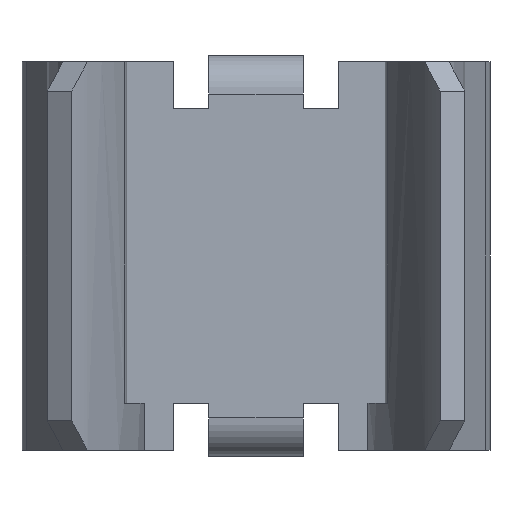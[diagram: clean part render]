
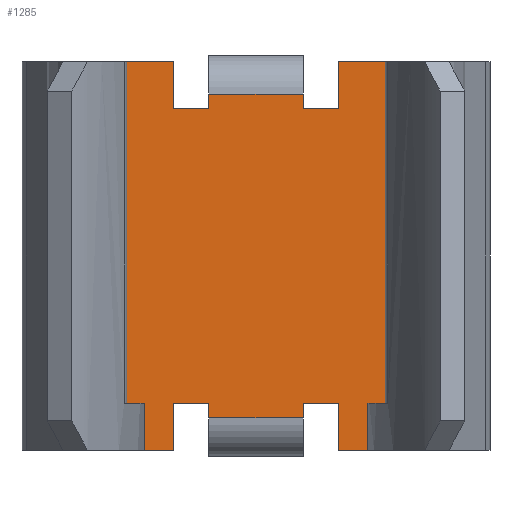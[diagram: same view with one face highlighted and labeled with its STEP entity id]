
A CAD part, front view. The second image highlights one B-rep face of the part: STEP entity #1285.
In plain terms, the highlighted planar face has unit normal (0, -1, 0).
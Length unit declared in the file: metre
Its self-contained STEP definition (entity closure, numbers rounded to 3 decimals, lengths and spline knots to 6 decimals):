
#258=ORIENTED_EDGE('',*,*,#625,.T.);
#259=ORIENTED_EDGE('',*,*,#524,.T.);
#260=ORIENTED_EDGE('',*,*,#624,.T.);
#261=ORIENTED_EDGE('',*,*,#535,.F.);
#262=ORIENTED_EDGE('',*,*,#626,.F.);
#263=ORIENTED_EDGE('',*,*,#522,.F.);
#264=ORIENTED_EDGE('',*,*,#627,.T.);
#265=ORIENTED_EDGE('',*,*,#628,.T.);
#266=ORIENTED_EDGE('',*,*,#629,.F.);
#267=ORIENTED_EDGE('',*,*,#630,.F.);
#268=ORIENTED_EDGE('',*,*,#631,.T.);
#269=ORIENTED_EDGE('',*,*,#632,.F.);
#270=ORIENTED_EDGE('',*,*,#633,.F.);
#271=ORIENTED_EDGE('',*,*,#634,.T.);
#272=ORIENTED_EDGE('',*,*,#635,.F.);
#273=ORIENTED_EDGE('',*,*,#518,.F.);
#274=ORIENTED_EDGE('',*,*,#636,.F.);
#275=ORIENTED_EDGE('',*,*,#637,.F.);
#276=ORIENTED_EDGE('',*,*,#638,.T.);
#277=ORIENTED_EDGE('',*,*,#639,.F.);
#518=EDGE_CURVE('',#718,#719,#850,.T.);
#522=EDGE_CURVE('',#722,#723,#854,.T.);
#524=EDGE_CURVE('',#724,#725,#856,.T.);
#535=EDGE_CURVE('',#734,#736,#863,.T.);
#624=EDGE_CURVE('',#725,#736,#912,.T.);
#625=EDGE_CURVE('',#801,#724,#913,.T.);
#626=EDGE_CURVE('',#723,#734,#914,.T.);
#627=EDGE_CURVE('',#722,#802,#915,.T.);
#628=EDGE_CURVE('',#802,#803,#916,.T.);
#629=EDGE_CURVE('',#804,#803,#917,.T.);
#630=EDGE_CURVE('',#805,#804,#918,.T.);
#631=EDGE_CURVE('',#805,#806,#919,.T.);
#632=EDGE_CURVE('',#807,#806,#920,.T.);
#633=EDGE_CURVE('',#808,#807,#921,.T.);
#634=EDGE_CURVE('',#808,#809,#922,.T.);
#635=EDGE_CURVE('',#719,#809,#923,.T.);
#636=EDGE_CURVE('',#810,#718,#924,.T.);
#637=EDGE_CURVE('',#811,#810,#925,.T.);
#638=EDGE_CURVE('',#811,#812,#926,.T.);
#639=EDGE_CURVE('',#801,#812,#927,.T.);
#718=VERTEX_POINT('',#1903);
#719=VERTEX_POINT('',#1905);
#722=VERTEX_POINT('',#1912);
#723=VERTEX_POINT('',#1914);
#724=VERTEX_POINT('',#1918);
#725=VERTEX_POINT('',#1919);
#734=VERTEX_POINT('',#1939);
#736=VERTEX_POINT('',#1942);
#801=VERTEX_POINT('',#2113);
#802=VERTEX_POINT('',#2116);
#803=VERTEX_POINT('',#2118);
#804=VERTEX_POINT('',#2120);
#805=VERTEX_POINT('',#2122);
#806=VERTEX_POINT('',#2124);
#807=VERTEX_POINT('',#2126);
#808=VERTEX_POINT('',#2128);
#809=VERTEX_POINT('',#2130);
#810=VERTEX_POINT('',#2133);
#811=VERTEX_POINT('',#2135);
#812=VERTEX_POINT('',#2137);
#850=LINE('',#1904,#974);
#854=LINE('',#1913,#978);
#856=LINE('',#1917,#980);
#863=LINE('',#1941,#987);
#912=LINE('',#2110,#1036);
#913=LINE('',#2112,#1037);
#914=LINE('',#2114,#1038);
#915=LINE('',#2115,#1039);
#916=LINE('',#2117,#1040);
#917=LINE('',#2119,#1041);
#918=LINE('',#2121,#1042);
#919=LINE('',#2123,#1043);
#920=LINE('',#2125,#1044);
#921=LINE('',#2127,#1045);
#922=LINE('',#2129,#1046);
#923=LINE('',#2131,#1047);
#924=LINE('',#2132,#1048);
#925=LINE('',#2134,#1049);
#926=LINE('',#2136,#1050);
#927=LINE('',#2138,#1051);
#974=VECTOR('',#1493,1.);
#978=VECTOR('',#1499,1.);
#980=VECTOR('',#1503,1.);
#987=VECTOR('',#1520,1.);
#1036=VECTOR('',#1679,1.);
#1037=VECTOR('',#1682,1.);
#1038=VECTOR('',#1683,1.);
#1039=VECTOR('',#1684,1.);
#1040=VECTOR('',#1685,1.);
#1041=VECTOR('',#1686,1.);
#1042=VECTOR('',#1687,1.);
#1043=VECTOR('',#1688,1.);
#1044=VECTOR('',#1689,1.);
#1045=VECTOR('',#1690,1.);
#1046=VECTOR('',#1691,1.);
#1047=VECTOR('',#1692,1.);
#1048=VECTOR('',#1693,1.);
#1049=VECTOR('',#1694,1.);
#1050=VECTOR('',#1695,1.);
#1051=VECTOR('',#1696,1.);
#1115=EDGE_LOOP('',(#258,#259,#260,#261,#262,#263,#264,#265,#266,#267,#268,
#269,#270,#271,#272,#273,#274,#275,#276,#277));
#1181=FACE_BOUND('',#1115,.T.);
#1240=PLANE('',#1408);
#1285=ADVANCED_FACE('',(#1181),#1240,.T.);
#1408=AXIS2_PLACEMENT_3D('',#2111,#1680,#1681);
#1493=DIRECTION('',(-1.,0.,0.));
#1499=DIRECTION('',(1.,0.,0.));
#1503=DIRECTION('',(1.,0.,0.));
#1520=DIRECTION('',(1.,0.,0.));
#1679=DIRECTION('',(0.,0.,1.));
#1680=DIRECTION('',(0.,-1.,0.));
#1681=DIRECTION('',(1.,0.,0.));
#1682=DIRECTION('',(0.,0.,-1.));
#1683=DIRECTION('',(0.,0.,1.));
#1684=DIRECTION('',(0.,0.,1.));
#1685=DIRECTION('',(-1.,0.,0.));
#1686=DIRECTION('',(0.,0.,1.));
#1687=DIRECTION('',(1.,0.,0.));
#1688=DIRECTION('',(0.,0.,1.));
#1689=DIRECTION('',(1.,0.,0.));
#1690=DIRECTION('',(0.,0.,1.));
#1691=DIRECTION('',(1.,0.,0.));
#1692=DIRECTION('',(0.,0.,-1.));
#1693=DIRECTION('',(0.,0.,1.));
#1694=DIRECTION('',(-1.,0.,0.));
#1695=DIRECTION('',(0.,0.,1.));
#1696=DIRECTION('',(-1.,0.,0.));
#1903=CARTESIAN_POINT('',(-0.0008,-0.0005,0.));
#1904=CARTESIAN_POINT('',(-0.009195,-0.0005,0.));
#1905=CARTESIAN_POINT('',(-0.0014,-0.0005,0.));
#1912=CARTESIAN_POINT('',(0.0008,-0.0005,0.005));
#1913=CARTESIAN_POINT('',(-0.009195,-0.0005,0.005));
#1914=CARTESIAN_POINT('',(0.0014,-0.0005,0.005));
#1917=CARTESIAN_POINT('',(-0.002772,-0.0005,-0.0008));
#1918=CARTESIAN_POINT('',(0.0014,-0.0005,-0.0008));
#1919=CARTESIAN_POINT('',(0.002772,-0.0005,-0.0008));
#1939=CARTESIAN_POINT('',(0.0014,-0.0005,0.0058));
#1941=CARTESIAN_POINT('',(0.,-0.0005,0.0058));
#1942=CARTESIAN_POINT('',(0.002772,-0.0005,0.0058));
#2110=CARTESIAN_POINT('',(0.002772,-0.0005,-0.0008));
#2111=CARTESIAN_POINT('',(0.002772,-0.0005,-0.0008));
#2112=CARTESIAN_POINT('',(0.0014,-0.0005,0.));
#2113=CARTESIAN_POINT('',(0.0014,-0.0005,0.));
#2114=CARTESIAN_POINT('',(0.0014,-0.0005,0.005));
#2115=CARTESIAN_POINT('',(0.0008,-0.0005,0.005));
#2116=CARTESIAN_POINT('',(0.0008,-0.0005,0.00525));
#2117=CARTESIAN_POINT('',(0.0008,-0.0005,0.00525));
#2118=CARTESIAN_POINT('',(-0.0008,-0.0005,0.00525));
#2119=CARTESIAN_POINT('',(-0.0008,-0.0005,0.005));
#2120=CARTESIAN_POINT('',(-0.0008,-0.0005,0.005));
#2121=CARTESIAN_POINT('',(-0.009195,-0.0005,0.005));
#2122=CARTESIAN_POINT('',(-0.0014,-0.0005,0.005));
#2123=CARTESIAN_POINT('',(-0.0014,-0.0005,0.005));
#2124=CARTESIAN_POINT('',(-0.0014,-0.0005,0.0058));
#2125=CARTESIAN_POINT('',(0.,-0.0005,0.0058));
#2126=CARTESIAN_POINT('',(-0.002772,-0.0005,0.0058));
#2127=CARTESIAN_POINT('',(-0.002772,-0.0005,-0.0008));
#2128=CARTESIAN_POINT('',(-0.002772,-0.0005,-0.0008));
#2129=CARTESIAN_POINT('',(-0.002772,-0.0005,-0.0008));
#2130=CARTESIAN_POINT('',(-0.0014,-0.0005,-0.0008));
#2131=CARTESIAN_POINT('',(-0.0014,-0.0005,0.));
#2132=CARTESIAN_POINT('',(-0.0008,-0.0005,-0.00025));
#2133=CARTESIAN_POINT('',(-0.0008,-0.0005,-0.00025));
#2134=CARTESIAN_POINT('',(0.0008,-0.0005,-0.00025));
#2135=CARTESIAN_POINT('',(0.0008,-0.0005,-0.00025));
#2136=CARTESIAN_POINT('',(0.0008,-0.0005,-0.00025));
#2137=CARTESIAN_POINT('',(0.0008,-0.0005,0.));
#2138=CARTESIAN_POINT('',(-0.009195,-0.0005,0.));
